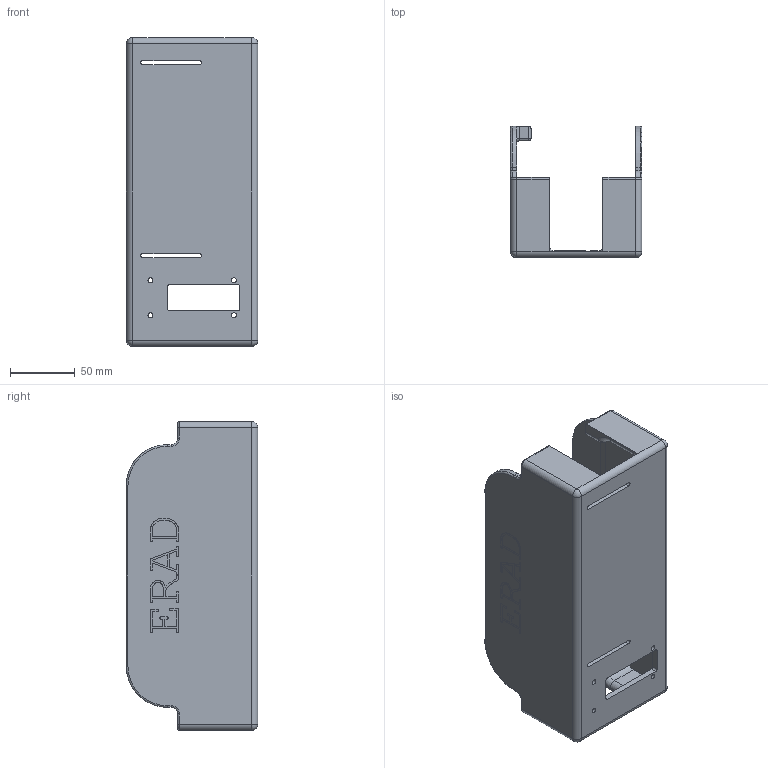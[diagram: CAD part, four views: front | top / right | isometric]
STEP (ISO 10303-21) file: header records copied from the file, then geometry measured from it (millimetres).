
FILE_DESCRIPTION(/* description */ (''),/* implementation_level */ '2;1');
FILE_NAME(/* name */ 'v6.0.0_Chassis_Renderable v2.step',/* time_stamp */ '2019-06-10T09:21:24-07:00',/* author */ (''),/* organization */ (''),/* preprocessor_version */ 'ST-DEVELOPER v18',/* originating_system */ 'Autodesk Translation Framework v8.2.0.1029',/* authorisation */ '');
FILE_SCHEMA (('AUTOMOTIVE_DESIGN { 1 0 10303 214 3 1 1 }'));
Length unit declared in the file: inch
Products named in the file (3): v6.0.0_Chassis_Renderable; MotorDriveHousingMk6 v25; Component2
Assembly tree (2 placements, depth 2):
  v6.0.0_Chassis_Renderable
    MotorDriveHousingMk6 v25
    Component2
Bounding box: 101.85 x 101.6 x 238.76 mm (x, y, z)
Volume: 345627.1 mm3; surface area: 153171 mm2
Topology: 5 solids, 5 shells, 753 faces, 2004 edges, 1312 vertices
Faces by surface type: bspline 335, plane 256, cylinder 125, torus 23, sphere 14
Full cylindrical faces by diameter (mm): 2.75 x4, 3.048 x2, 3.683 x4, 3.81 x4, 4.75 x4, 5.715 x2, 7.62 x4, 7.623 x4, 12.954 x2
Entity records: 26609 total; most frequent: CARTESIAN_POINT 9809, ORIENTED_EDGE 4008, DIRECTION 2470, EDGE_CURVE 2004, VERTEX_POINT 1312, LINE 1036, VECTOR 1036, EDGE_LOOP 824
